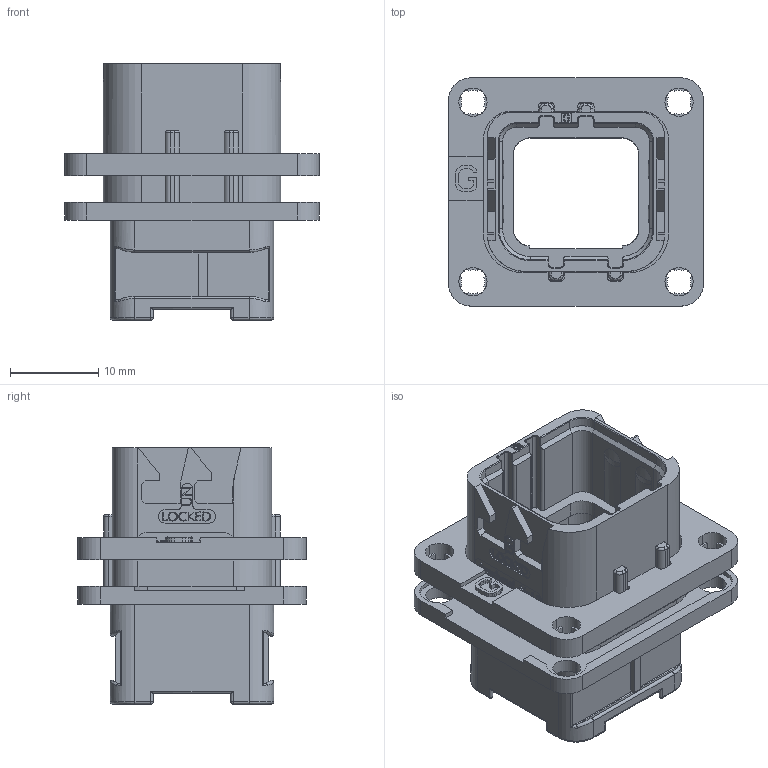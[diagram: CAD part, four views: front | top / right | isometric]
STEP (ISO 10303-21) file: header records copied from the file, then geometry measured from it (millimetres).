
FILE_DESCRIPTION((''),'2;1');
FILE_NAME('SIM2B24G100','2019-10-01T',('presta_be4'),(''),'PRO/ENGINEER BY PARAMETRIC TECHNOLOGY CORPORATION, 2014310','PRO/ENGINEER BY PARAMETRIC TECHNOLOGY CORPORATION, 2014310','');
FILE_SCHEMA(('CONFIG_CONTROL_DESIGN'));
Products named in the file (1): SIM2B24G100
Bounding box: 28.8 x 25.8 x 28.97 mm (x, y, z)
Volume: 4865.6 mm3; surface area: 6312.2 mm2
Topology: 2 solids, 2 shells, 1638 faces, 4526 edges, 2953 vertices
Faces by surface type: plane 709, extrusion 608, cylinder 217, torus 44, bspline 28, sphere 24, cone 8
Entity records: 55171 total; most frequent: CARTESIAN_POINT 15769, ORIENTED_EDGE 9036, DIRECTION 6258, EDGE_CURVE 4518, VECTOR 3256, VERTEX_POINT 2953, LINE 2648, B_SPLINE_CURVE_WITH_KNOTS 1979
